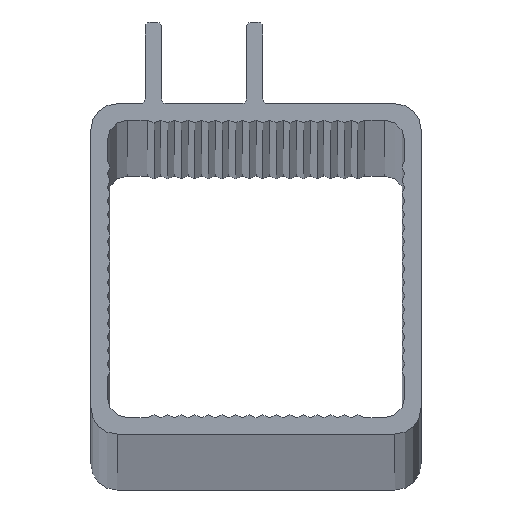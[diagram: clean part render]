
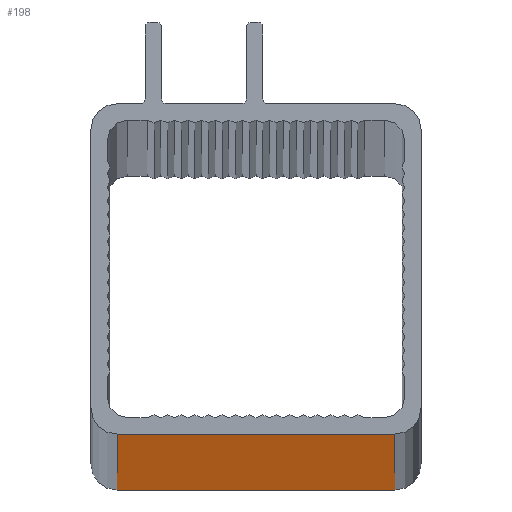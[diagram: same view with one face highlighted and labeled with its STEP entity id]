
A CAD part, top view. The second image highlights one B-rep face of the part: STEP entity #198.
In plain terms, the highlighted planar face has unit normal (0, -1, 0).
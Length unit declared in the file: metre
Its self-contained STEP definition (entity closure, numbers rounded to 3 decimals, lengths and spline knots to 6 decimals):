
#198=ADVANCED_FACE('',(#551),#552,.F.);
#551=FACE_OUTER_BOUND('',#1058,.T.);
#552=PLANE('',#1059);
#1058=EDGE_LOOP('',(#1579,#1580,#1581,#1582));
#1059=AXIS2_PLACEMENT_3D('',#1583,#1584,#1585);
#1579=ORIENTED_EDGE('',*,*,#3215,.T.);
#1580=ORIENTED_EDGE('',*,*,#3216,.F.);
#1581=ORIENTED_EDGE('',*,*,#3217,.F.);
#1582=ORIENTED_EDGE('',*,*,#3218,.T.);
#1583=CARTESIAN_POINT('',(0.364403,0.117488,0.0));
#1584=DIRECTION('',(0.,1.0,0.0));
#1585=DIRECTION('',(-1.0,0.,0.0));
#3215=EDGE_CURVE('',#3889,#3890,#3891,.T.);
#3216=EDGE_CURVE('',#3892,#3890,#3893,.T.);
#3217=EDGE_CURVE('',#3894,#3892,#3895,.T.);
#3218=EDGE_CURVE('',#3894,#3889,#3896,.T.);
#3889=VERTEX_POINT('',#4891);
#3890=VERTEX_POINT('',#4892);
#3891=LINE('',#4893,#4894);
#3892=VERTEX_POINT('',#4895);
#3893=LINE('',#4896,#4897);
#3894=VERTEX_POINT('',#4898);
#3895=LINE('',#4899,#4900);
#3896=LINE('',#4901,#4902);
#4891=CARTESIAN_POINT('',(0.342813,0.117488,-2.4892));
#4892=CARTESIAN_POINT('',(0.364403,0.117488,-2.4892));
#4893=CARTESIAN_POINT('',(0.364403,0.117488,-2.4892));
#4894=VECTOR('',#6300,1.0);
#4895=CARTESIAN_POINT('',(0.364403,0.117488,0.0));
#4896=CARTESIAN_POINT('',(0.364403,0.117488,0.0));
#4897=VECTOR('',#6301,1.0);
#4898=CARTESIAN_POINT('',(0.342813,0.117488,0.0));
#4899=CARTESIAN_POINT('',(0.364403,0.117488,0.0));
#4900=VECTOR('',#6302,1.0);
#4901=CARTESIAN_POINT('',(0.342813,0.117488,0.0));
#4902=VECTOR('',#6303,1.0);
#6300=DIRECTION('',(1.0,0.,0.0));
#6301=DIRECTION('',(0.0,0.0,-1.0));
#6302=DIRECTION('',(1.0,0.,0.0));
#6303=DIRECTION('',(0.0,0.0,-1.0));
